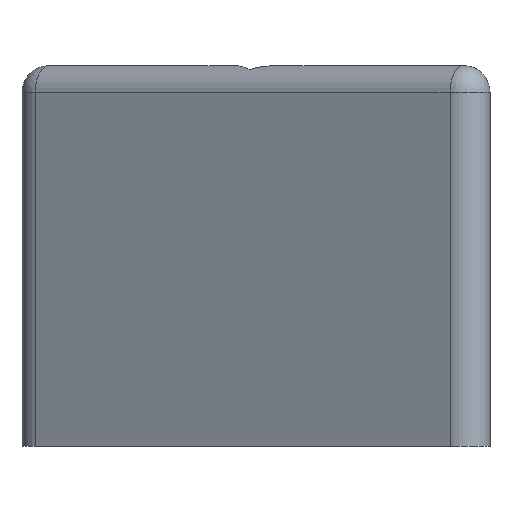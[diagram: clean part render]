
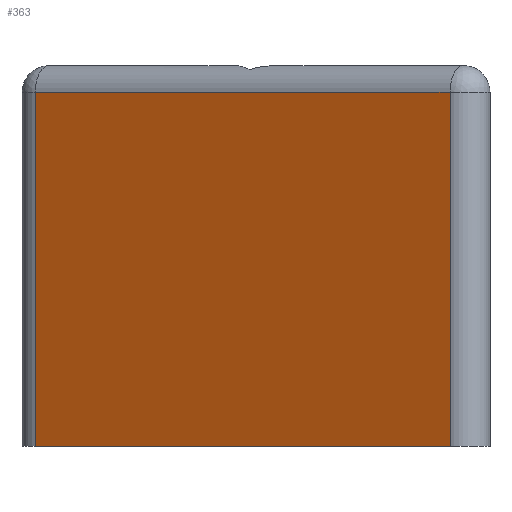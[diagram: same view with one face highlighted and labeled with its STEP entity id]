
A CAD part, left-side view. The second image highlights one B-rep face of the part: STEP entity #363.
In plain terms, the highlighted planar face has unit normal (-0.866, 0.5, 0).
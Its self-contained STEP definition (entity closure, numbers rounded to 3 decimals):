
#35=PLANE('',#408);
#57=FACE_OUTER_BOUND('',#79,.T.);
#79=EDGE_LOOP('',(#310,#311,#312,#313));
#98=LINE('',#579,#128);
#107=LINE('',#614,#137);
#110=LINE('',#624,#140);
#112=LINE('',#627,#142);
#128=VECTOR('',#460,10.);
#137=VECTOR('',#501,10.);
#140=VECTOR('',#514,10.);
#142=VECTOR('',#518,10.);
#171=VERTEX_POINT('',#576);
#172=VERTEX_POINT('',#578);
#181=VERTEX_POINT('',#610);
#184=VERTEX_POINT('',#622);
#207=EDGE_CURVE('',#171,#172,#98,.T.);
#225=EDGE_CURVE('',#172,#181,#107,.T.);
#230=EDGE_CURVE('',#184,#171,#110,.T.);
#232=EDGE_CURVE('',#184,#181,#112,.T.);
#310=ORIENTED_EDGE('',*,*,#225,.F.);
#311=ORIENTED_EDGE('',*,*,#207,.F.);
#312=ORIENTED_EDGE('',*,*,#230,.F.);
#313=ORIENTED_EDGE('',*,*,#232,.T.);
#363=ADVANCED_FACE('',(#57),#35,.T.);
#408=AXIS2_PLACEMENT_3D('',#626,#516,#517);
#460=DIRECTION('',(-0.5,-0.866,0.));
#501=DIRECTION('',(0.,0.,-1.));
#514=DIRECTION('',(0.,0.,1.));
#516=DIRECTION('center_axis',(-0.866,0.5,0.));
#517=DIRECTION('ref_axis',(-0.5,-0.866,0.));
#518=DIRECTION('',(-0.5,-0.866,0.));
#576=CARTESIAN_POINT('',(-0.606,7.61,12.3));
#578=CARTESIAN_POINT('',(-6.894,-3.28,12.3));
#579=CARTESIAN_POINT('',(-1.406,6.225,12.3));
#610=CARTESIAN_POINT('',(-6.894,-3.28,3.));
#614=CARTESIAN_POINT('',(-6.894,-3.28,3.));
#622=CARTESIAN_POINT('',(-0.606,7.61,3.));
#624=CARTESIAN_POINT('',(-0.606,7.61,3.));
#626=CARTESIAN_POINT('Origin',(0.,8.66,3.));
#627=CARTESIAN_POINT('',(0.,8.66,3.));
